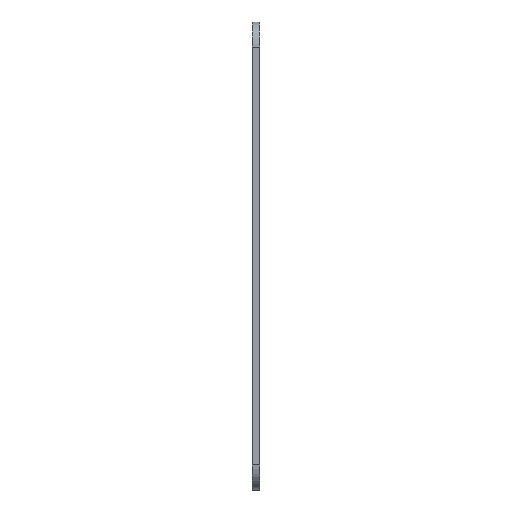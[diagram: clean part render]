
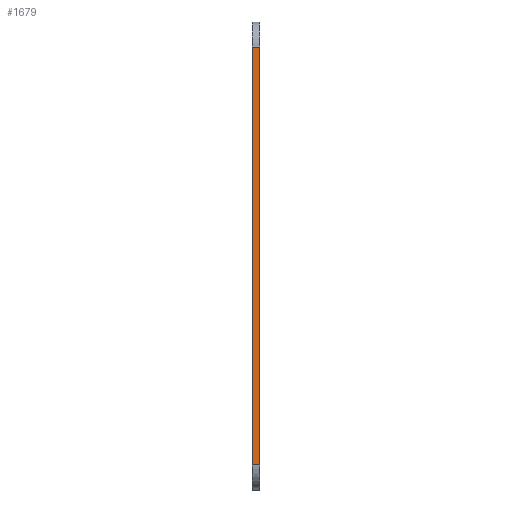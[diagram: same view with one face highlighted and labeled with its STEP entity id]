
A CAD part, front view. The second image highlights one B-rep face of the part: STEP entity #1679.
In plain terms, the highlighted planar face has unit normal (0, -1, 0).
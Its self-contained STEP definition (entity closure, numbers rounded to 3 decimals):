
#44=PLANE('',#1820);
#91=FACE_OUTER_BOUND('',#191,.T.);
#191=EDGE_LOOP('',(#1221,#1222,#1223,#1224));
#289=LINE('',#2455,#461);
#291=LINE('',#2461,#463);
#335=LINE('',#2627,#507);
#336=LINE('',#2628,#508);
#461=VECTOR('',#1949,10.);
#463=VECTOR('',#1955,10.);
#507=VECTOR('',#2079,10.);
#508=VECTOR('',#2080,10.);
#714=VERTEX_POINT('',#2452);
#715=VERTEX_POINT('',#2454);
#717=VERTEX_POINT('',#2460);
#799=VERTEX_POINT('',#2626);
#882=EDGE_CURVE('',#714,#715,#289,.T.);
#885=EDGE_CURVE('',#715,#717,#291,.T.);
#968=EDGE_CURVE('',#799,#714,#335,.T.);
#969=EDGE_CURVE('',#717,#799,#336,.T.);
#1221=ORIENTED_EDGE('',*,*,#882,.F.);
#1222=ORIENTED_EDGE('',*,*,#968,.F.);
#1223=ORIENTED_EDGE('',*,*,#969,.F.);
#1224=ORIENTED_EDGE('',*,*,#885,.F.);
#1679=ADVANCED_FACE('',(#91),#44,.T.);
#1820=AXIS2_PLACEMENT_3D('',#2625,#2077,#2078);
#1949=DIRECTION('',(-1.,0.,0.));
#1955=DIRECTION('',(0.,0.,1.));
#2077=DIRECTION('center_axis',(0.,-1.,0.));
#2078=DIRECTION('ref_axis',(0.,0.,-1.));
#2079=DIRECTION('',(0.,0.,-1.));
#2080=DIRECTION('',(1.,0.,0.));
#2452=CARTESIAN_POINT('',(1.5,-21.278,-72.105));
#2454=CARTESIAN_POINT('',(0.,-21.278,-72.105));
#2455=CARTESIAN_POINT('',(0.,-21.278,-72.105));
#2460=CARTESIAN_POINT('',(0.,-21.278,11.295));
#2461=CARTESIAN_POINT('',(0.,-21.278,-77.105));
#2625=CARTESIAN_POINT('Origin',(0.,-21.278,16.295));
#2626=CARTESIAN_POINT('',(1.5,-21.278,11.295));
#2627=CARTESIAN_POINT('',(1.5,-21.278,-77.105));
#2628=CARTESIAN_POINT('',(0.,-21.278,11.295));
